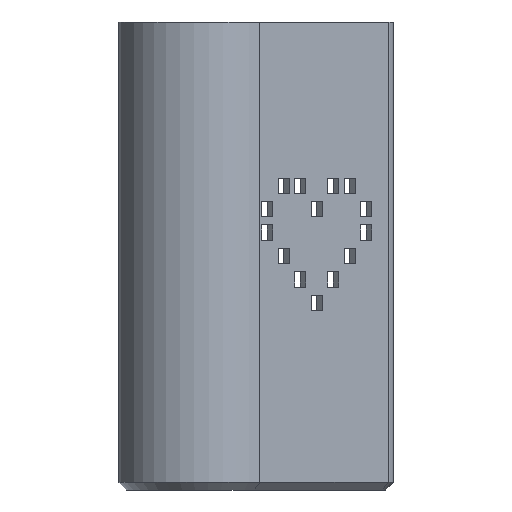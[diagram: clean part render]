
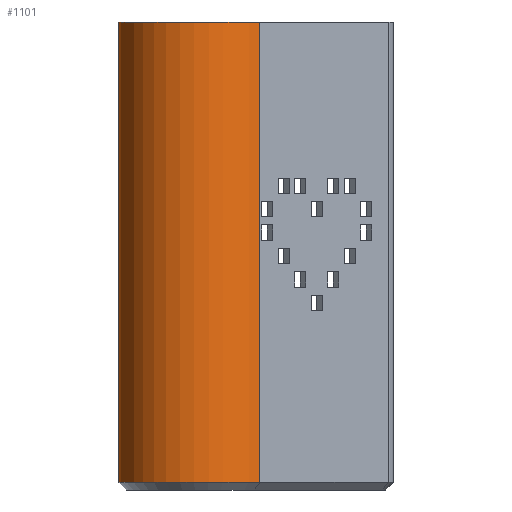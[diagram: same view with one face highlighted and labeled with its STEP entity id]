
A CAD part, left-side view. The second image highlights one B-rep face of the part: STEP entity #1101.
In plain terms, the highlighted cylindrical face has radius 17.678 mm (diameter 35.355 mm), a partial arc.
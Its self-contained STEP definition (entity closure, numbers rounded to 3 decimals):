
#32 = PLANE('',#33);
#33 = AXIS2_PLACEMENT_3D('',#34,#35,#36);
#34 = CARTESIAN_POINT('',(0.,35.466,100.));
#35 = DIRECTION('',(0.,0.,1.));
#36 = DIRECTION('',(1.,0.,-0.));
#281 = VERTEX_POINT('',#282);
#282 = CARTESIAN_POINT('',(-3.009,52.624,100.));
#342 = ( BOUNDED_SURFACE() B_SPLINE_SURFACE(2,2,(
    (#343,#344,#345,#346,#347)
    ,(#348,#349,#350,#351,#352)
    ,(#353,#354,#355,#356,#357
)),.UNSPECIFIED.,.F.,.F.,.F.) B_SPLINE_SURFACE_WITH_KNOTS((3,3),(3,1,1,3
    ),(0.,100.),(-6.12,0.,100.,106.12),.UNSPECIFIED.) 
GEOMETRIC_REPRESENTATION_ITEM() RATIONAL_B_SPLINE_SURFACE((
    (1.,1.,1.,1.,1.)
    ,(0.573,0.573,0.573,0.573
      ,0.573)
,(1.,1.,1.,1.,1.))) REPRESENTATION_ITEM('') SURFACE() );
#343 = CARTESIAN_POINT('',(3.009,52.624,-6.12));
#344 = CARTESIAN_POINT('',(3.009,52.624,-3.06));
#345 = CARTESIAN_POINT('',(3.009,52.624,50.));
#346 = CARTESIAN_POINT('',(3.009,52.624,103.06));
#347 = CARTESIAN_POINT('',(3.009,52.624,106.12));
#348 = CARTESIAN_POINT('',(0.,48.318,-6.12));
#349 = CARTESIAN_POINT('',(0.,48.318,-3.06));
#350 = CARTESIAN_POINT('',(0.,48.318,50.));
#351 = CARTESIAN_POINT('',(0.,48.318,103.06));
#352 = CARTESIAN_POINT('',(0.,48.318,106.12));
#353 = CARTESIAN_POINT('',(-3.009,52.624,-6.12));
#354 = CARTESIAN_POINT('',(-3.009,52.624,-3.06));
#355 = CARTESIAN_POINT('',(-3.009,52.624,50.));
#356 = CARTESIAN_POINT('',(-3.009,52.624,103.06));
#357 = CARTESIAN_POINT('',(-3.009,52.624,106.12));
#388 = EDGE_CURVE('',#281,#389,#391,.T.);
#389 = VERTEX_POINT('',#390);
#390 = CARTESIAN_POINT('',(-30.,30.,100.));
#391 = SURFACE_CURVE('',#392,(#397,#404),.PCURVE_S1.);
#392 = CIRCLE('',#393,17.678);
#393 = AXIS2_PLACEMENT_3D('',#394,#395,#396);
#394 = CARTESIAN_POINT('',(-17.5,42.5,100.));
#395 = DIRECTION('',(0.,0.,1.));
#396 = DIRECTION('',(0.99,0.141,-0.));
#397 = PCURVE('',#32,#398);
#398 = DEFINITIONAL_REPRESENTATION('',(#399),#403);
#399 = CIRCLE('',#400,17.678);
#400 = AXIS2_PLACEMENT_2D('',#401,#402);
#401 = CARTESIAN_POINT('',(-17.5,7.034));
#402 = DIRECTION('',(0.99,0.141));
#403 = ( GEOMETRIC_REPRESENTATION_CONTEXT(2) 
PARAMETRIC_REPRESENTATION_CONTEXT() REPRESENTATION_CONTEXT('2D SPACE',''
  ) );
#404 = PCURVE('',#405,#410);
#405 = CYLINDRICAL_SURFACE('',#406,17.678);
#406 = AXIS2_PLACEMENT_3D('',#407,#408,#409);
#407 = CARTESIAN_POINT('',(-17.5,42.5,0.));
#408 = DIRECTION('',(-0.,-0.,-1.));
#409 = DIRECTION('',(0.99,0.141,-0.));
#410 = DEFINITIONAL_REPRESENTATION('',(#411),#415);
#411 = LINE('',#412,#413);
#412 = CARTESIAN_POINT('',(-0.,-100.));
#413 = VECTOR('',#414,1.);
#414 = DIRECTION('',(-1.,0.));
#415 = ( GEOMETRIC_REPRESENTATION_CONTEXT(2) 
PARAMETRIC_REPRESENTATION_CONTEXT() REPRESENTATION_CONTEXT('2D SPACE',''
  ) );
#433 = PLANE('',#434);
#434 = AXIS2_PLACEMENT_3D('',#435,#436,#437);
#435 = CARTESIAN_POINT('',(-30.,30.,0.));
#436 = DIRECTION('',(0.707,0.707,-0.));
#437 = DIRECTION('',(0.707,-0.707,0.));
#1008 = VERTEX_POINT('',#1009);
#1009 = CARTESIAN_POINT('',(-3.009,52.624,1.67));
#1079 = EDGE_CURVE('',#1008,#281,#1080,.T.);
#1080 = SURFACE_CURVE('',#1081,(#1087,#1094),.PCURVE_S1.);
#1081 = B_SPLINE_CURVE_WITH_KNOTS('',2,(#1082,#1083,#1084,#1085,#1086),
  .UNSPECIFIED.,.F.,.F.,(3,1,1,3),(-6.12,0.,100.,106.12)
  ,.UNSPECIFIED.);
#1082 = CARTESIAN_POINT('',(-3.009,52.624,-6.12));
#1083 = CARTESIAN_POINT('',(-3.009,52.624,-3.06));
#1084 = CARTESIAN_POINT('',(-3.009,52.624,50.));
#1085 = CARTESIAN_POINT('',(-3.009,52.624,103.06));
#1086 = CARTESIAN_POINT('',(-3.009,52.624,106.12));
#1087 = PCURVE('',#342,#1088);
#1088 = DEFINITIONAL_REPRESENTATION('',(#1089),#1093);
#1089 = LINE('',#1090,#1091);
#1090 = CARTESIAN_POINT('',(100.,0.));
#1091 = VECTOR('',#1092,1.);
#1092 = DIRECTION('',(0.,1.));
#1093 = ( GEOMETRIC_REPRESENTATION_CONTEXT(2) 
PARAMETRIC_REPRESENTATION_CONTEXT() REPRESENTATION_CONTEXT('2D SPACE',''
  ) );
#1094 = PCURVE('',#405,#1095);
#1095 = DEFINITIONAL_REPRESENTATION('',(#1096),#1099);
#1096 = B_SPLINE_CURVE_WITH_KNOTS('',1,(#1097,#1098),.UNSPECIFIED.,.F.,
  .F.,(2,2),(0.,100.),.PIECEWISE_BEZIER_KNOTS.);
#1097 = CARTESIAN_POINT('',(-0.468,0.));
#1098 = CARTESIAN_POINT('',(-0.468,-100.));
#1099 = ( GEOMETRIC_REPRESENTATION_CONTEXT(2) 
PARAMETRIC_REPRESENTATION_CONTEXT() REPRESENTATION_CONTEXT('2D SPACE',''
  ) );
#1101 = ADVANCED_FACE('',(#1102),#405,.T.);
#1102 = FACE_BOUND('',#1103,.F.);
#1103 = EDGE_LOOP('',(#1104,#1105,#1106,#1129));
#1104 = ORIENTED_EDGE('',*,*,#1079,.T.);
#1105 = ORIENTED_EDGE('',*,*,#388,.T.);
#1106 = ORIENTED_EDGE('',*,*,#1107,.F.);
#1107 = EDGE_CURVE('',#1108,#389,#1110,.T.);
#1108 = VERTEX_POINT('',#1109);
#1109 = CARTESIAN_POINT('',(-30.,30.,1.67));
#1110 = SURFACE_CURVE('',#1111,(#1115,#1122),.PCURVE_S1.);
#1111 = LINE('',#1112,#1113);
#1112 = CARTESIAN_POINT('',(-30.,30.,0.));
#1113 = VECTOR('',#1114,1.);
#1114 = DIRECTION('',(0.,0.,1.));
#1115 = PCURVE('',#405,#1116);
#1116 = DEFINITIONAL_REPRESENTATION('',(#1117),#1121);
#1117 = LINE('',#1118,#1119);
#1118 = CARTESIAN_POINT('',(-3.785,0.));
#1119 = VECTOR('',#1120,1.);
#1120 = DIRECTION('',(-0.,-1.));
#1121 = ( GEOMETRIC_REPRESENTATION_CONTEXT(2) 
PARAMETRIC_REPRESENTATION_CONTEXT() REPRESENTATION_CONTEXT('2D SPACE',''
  ) );
#1122 = PCURVE('',#433,#1123);
#1123 = DEFINITIONAL_REPRESENTATION('',(#1124),#1128);
#1124 = LINE('',#1125,#1126);
#1125 = CARTESIAN_POINT('',(0.,0.));
#1126 = VECTOR('',#1127,1.);
#1127 = DIRECTION('',(0.,-1.));
#1128 = ( GEOMETRIC_REPRESENTATION_CONTEXT(2) 
PARAMETRIC_REPRESENTATION_CONTEXT() REPRESENTATION_CONTEXT('2D SPACE',''
  ) );
#1129 = ORIENTED_EDGE('',*,*,#1130,.F.);
#1130 = EDGE_CURVE('',#1008,#1108,#1131,.T.);
#1131 = SURFACE_CURVE('',#1132,(#1137,#1144),.PCURVE_S1.);
#1132 = CIRCLE('',#1133,17.678);
#1133 = AXIS2_PLACEMENT_3D('',#1134,#1135,#1136);
#1134 = CARTESIAN_POINT('',(-17.5,42.5,1.67));
#1135 = DIRECTION('',(0.,0.,1.));
#1136 = DIRECTION('',(0.82,0.573,-0.));
#1137 = PCURVE('',#405,#1138);
#1138 = DEFINITIONAL_REPRESENTATION('',(#1139),#1143);
#1139 = LINE('',#1140,#1141);
#1140 = CARTESIAN_POINT('',(-0.468,-1.67));
#1141 = VECTOR('',#1142,1.);
#1142 = DIRECTION('',(-1.,0.));
#1143 = ( GEOMETRIC_REPRESENTATION_CONTEXT(2) 
PARAMETRIC_REPRESENTATION_CONTEXT() REPRESENTATION_CONTEXT('2D SPACE',''
  ) );
#1144 = PCURVE('',#1145,#1150);
#1145 = CONICAL_SURFACE('',#1146,17.678,0.785);
#1146 = AXIS2_PLACEMENT_3D('',#1147,#1148,#1149);
#1147 = CARTESIAN_POINT('',(-17.5,42.5,1.67));
#1148 = DIRECTION('',(0.,0.,1.));
#1149 = DIRECTION('',(0.82,0.573,-0.));
#1150 = DEFINITIONAL_REPRESENTATION('',(#1151),#1155);
#1151 = LINE('',#1152,#1153);
#1152 = CARTESIAN_POINT('',(0.,0.));
#1153 = VECTOR('',#1154,1.);
#1154 = DIRECTION('',(1.,0.));
#1155 = ( GEOMETRIC_REPRESENTATION_CONTEXT(2) 
PARAMETRIC_REPRESENTATION_CONTEXT() REPRESENTATION_CONTEXT('2D SPACE',''
  ) );
